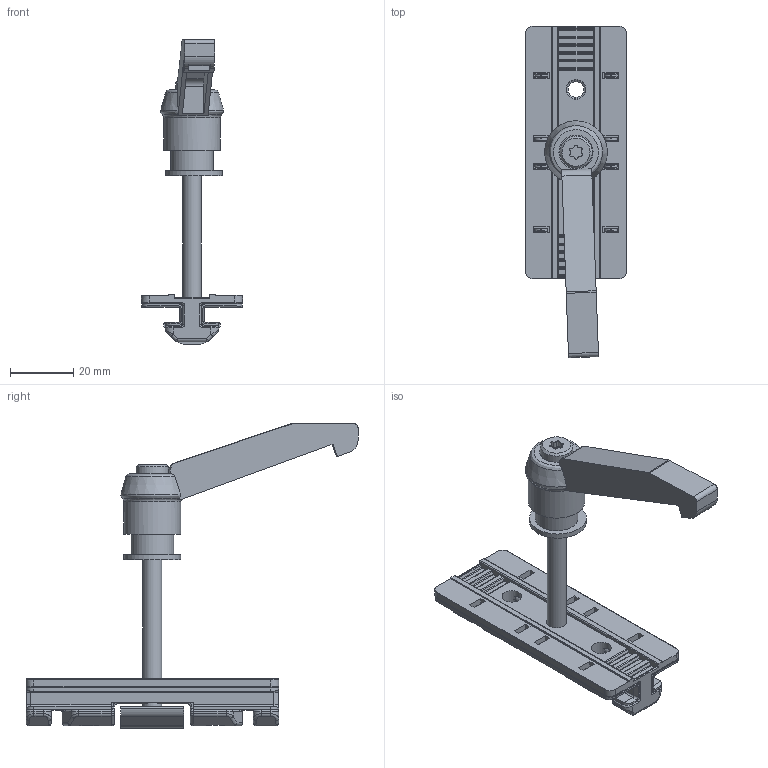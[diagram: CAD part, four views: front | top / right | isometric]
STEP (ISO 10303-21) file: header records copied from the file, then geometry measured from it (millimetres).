
FILE_DESCRIPTION (( 'STEP AP214' ), '1' );
FILE_NAME ('093PS0840S01.STEP', '2014-10-24T14:05:48', ( 'Admin' ), ( 'Hewlett-Packard Company' ), 'SwSTEP 2.0', 'SolidWorks 2014', '' );
FILE_SCHEMA (( 'AUTOMOTIVE_DESIGN' ));
Length unit declared in the file: millimetre
Products named in the file (7): 041LL065K91M0655M; 4din9021d0618m_4 din 9021 d0618 m; 096110s01_096110s02; 4din439bm06m_4din439bm06m; 093PS0840FR02_Standard; 093PS0840FR01_Standard; 093PS0840S01
Assembly tree (8 placements, depth 2):
  093PS0840S01
    093PS0840FR01_Standard
    093PS0840FR02_Standard  x2
    4din439bm06m_4din439bm06m  x2
    096110s01_096110s02
    4din9021d0618m_4 din 9021 d0618 m
    041LL065K91M0655M
Bounding box: 32 x 105.13 x 96.5 mm (x, y, z)
Volume: 26507 mm3; surface area: 25743.8 mm2
Topology: 8 solids, 9 shells, 674 faces, 1730 edges, 1060 vertices
Faces by surface type: plane 274, cylinder 261, torus 48, cone 39, bspline 32, sphere 20
Full cylindrical faces by diameter (mm): 5 x3, 6 x3, 6.3 x3, 6.4 x1, 6.75 x1, 8.1 x1, 9.45 x1, 10.26 x1, 10.8 x1, 13.5 x1, 18 x2
Entity records: 19729 total; most frequent: CARTESIAN_POINT 4604, DIRECTION 2963, ORIENTED_EDGE 2958, EDGE_CURVE 1479, AXIS2_PLACEMENT_3D 1079, VERTEX_POINT 925, LINE 805, VECTOR 805
